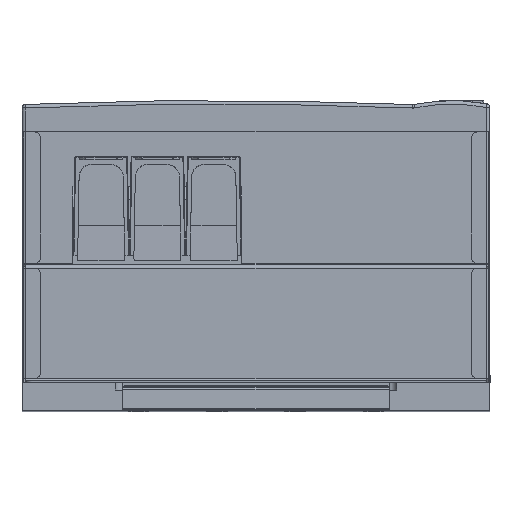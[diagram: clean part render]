
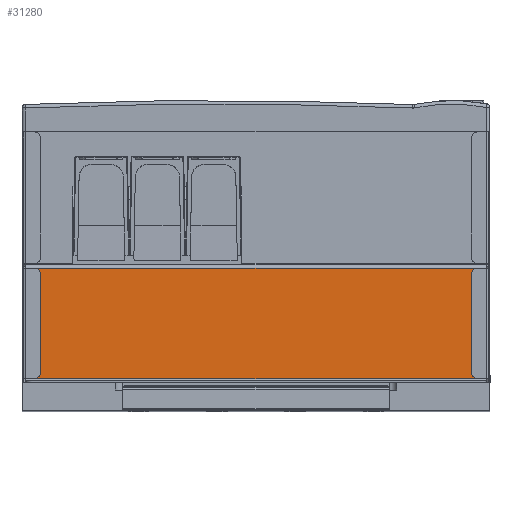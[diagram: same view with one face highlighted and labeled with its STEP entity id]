
A CAD part, top view. The second image highlights one B-rep face of the part: STEP entity #31280.
In plain terms, the highlighted planar face has unit normal (0, 0, 1).
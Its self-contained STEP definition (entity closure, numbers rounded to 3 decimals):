
#12308 = CARTESIAN_POINT ( 'NONE',  ( -274.737, -55.276, -325.965 ) ) ;
#12483 = CARTESIAN_POINT ( 'NONE',  ( -568.737, -55.276, -325.965 ) ) ;
#12518 = FACE_OUTER_BOUND ( 'NONE', #31281, .T. ) ;
#12529 = CARTESIAN_POINT ( 'NONE',  ( -274.737, -125.776, -325.965 ) ) ;
#12530 = DIRECTION ( 'NONE',  ( 0., 1., 0. ) ) ;
#12531 = VECTOR ( 'NONE', #12530, 1000. ) ;
#12532 = CARTESIAN_POINT ( 'NONE',  ( -274.737, -53.026, -325.965 ) ) ;
#12533 = LINE ( 'NONE', #12532, #12531 ) ;
#12580 = DIRECTION ( 'NONE',  ( -1., 0., 0. ) ) ;
#12581 = VECTOR ( 'NONE', #12580, 1000. ) ;
#12582 = CARTESIAN_POINT ( 'NONE',  ( -274.737, -125.776, -325.965 ) ) ;
#12583 = LINE ( 'NONE', #12582, #12581 ) ;
#12585 = DIRECTION ( 'NONE',  ( -1., 0., 0. ) ) ;
#12586 = VECTOR ( 'NONE', #12585, 1000. ) ;
#12587 = CARTESIAN_POINT ( 'NONE',  ( -274.737, -55.276, -325.965 ) ) ;
#12588 = LINE ( 'NONE', #12587, #12586 ) ;
#12589 = DIRECTION ( 'NONE',  ( 1., 0., 0. ) ) ;
#12590 = DIRECTION ( 'NONE',  ( 0., 0., 1. ) ) ;
#12591 = CARTESIAN_POINT ( 'NONE',  ( -568.737, -128.026, -325.965 ) ) ;
#12592 = AXIS2_PLACEMENT_3D ( 'NONE', #12591, #12590, #12589 ) ;
#12593 = PLANE ( 'NONE',  #12592 ) ;
#12640 = DIRECTION ( 'NONE',  ( 0., -1., 0. ) ) ;
#12641 = VECTOR ( 'NONE', #12640, 1000. ) ;
#12642 = CARTESIAN_POINT ( 'NONE',  ( -568.737, -53.026, -325.965 ) ) ;
#12643 = LINE ( 'NONE', #12642, #12641 ) ;
#12645 = CARTESIAN_POINT ( 'NONE',  ( -568.737, -125.776, -325.965 ) ) ;
#31206 = VERTEX_POINT ( 'NONE', #12308 ) ;
#31273 = EDGE_CURVE ( 'NONE', #31274, #31206, #12533, .T. ) ;
#31274 = VERTEX_POINT ( 'NONE', #12529 ) ;
#31280 = ADVANCED_FACE ( 'NONE', ( #12518 ), #12593, .T. ) ;
#31281 = EDGE_LOOP ( 'NONE', ( #31282, #31283, #31285, #31287 ) ) ;
#31282 = ORIENTED_EDGE ( 'NONE', *, *, #31273, .T. ) ;
#31283 = ORIENTED_EDGE ( 'NONE', *, *, #31284, .T. ) ;
#31284 = EDGE_CURVE ( 'NONE', #31206, #31298, #12588, .T. ) ;
#31285 = ORIENTED_EDGE ( 'NONE', *, *, #31306, .T. ) ;
#31287 = ORIENTED_EDGE ( 'NONE', *, *, #31288, .F. ) ;
#31288 = EDGE_CURVE ( 'NONE', #31274, #31304, #12583, .T. ) ;
#31298 = VERTEX_POINT ( 'NONE', #12483 ) ;
#31304 = VERTEX_POINT ( 'NONE', #12645 ) ;
#31306 = EDGE_CURVE ( 'NONE', #31298, #31304, #12643, .T. ) ;
